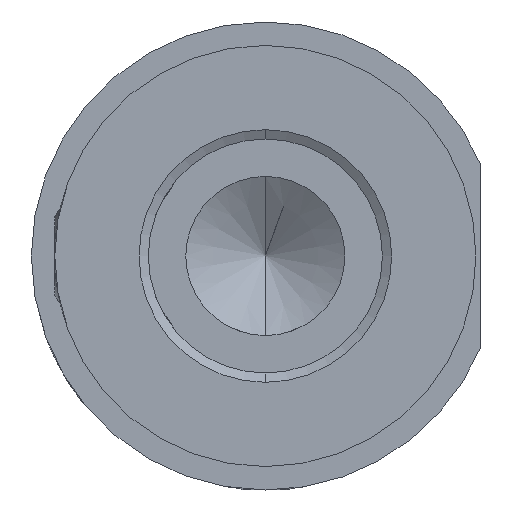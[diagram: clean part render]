
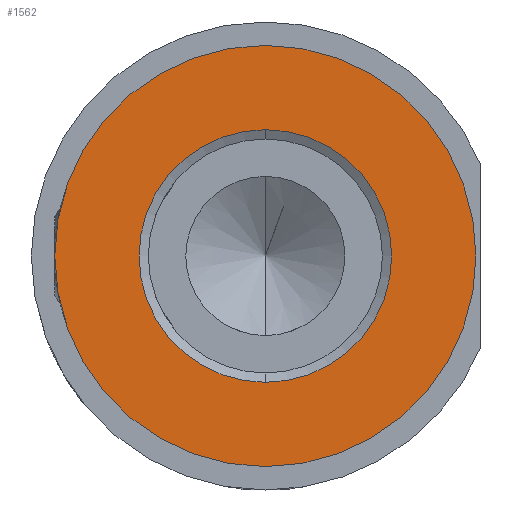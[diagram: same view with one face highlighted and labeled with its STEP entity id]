
A CAD part, left-side view. The second image highlights one B-rep face of the part: STEP entity #1562.
In plain terms, the highlighted planar face has unit normal (-1, 0, 0).
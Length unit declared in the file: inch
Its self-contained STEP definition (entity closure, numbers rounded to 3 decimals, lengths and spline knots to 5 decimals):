
#103 = DIRECTION ( 'NONE',  ( 1., 0., 0. ) ) ;
#124 = PLANE ( 'NONE',  #5468 ) ;
#613 = CIRCLE ( 'NONE', #801, 0.88583 ) ;
#657 = DIRECTION ( 'NONE',  ( -1., 0., 0. ) ) ;
#736 = VERTEX_POINT ( 'NONE', #5261 ) ;
#770 = AXIS2_PLACEMENT_3D ( 'NONE', #5510, #2478, #3318 ) ;
#801 = AXIS2_PLACEMENT_3D ( 'NONE', #5084, #657, #2031 ) ;
#1258 = CARTESIAN_POINT ( 'NONE',  ( -0.60239, 2.08466, 2.31205 ) ) ;
#1261 = FACE_BOUND ( 'NONE', #2569, .T. ) ;
#1396 = EDGE_CURVE ( 'NONE', #2372, #736, #5290, .T. ) ;
#1490 = DIRECTION ( 'NONE',  ( 0., 0., -1. ) ) ;
#1562 = ADVANCED_FACE ( 'NONE', ( #1261, #2603 ), #124, .F. ) ;
#1572 = DIRECTION ( 'NONE',  ( 0., 0., 1. ) ) ;
#1740 = EDGE_CURVE ( 'NONE', #2312, #3513, #1894, .T. ) ;
#1744 = EDGE_CURVE ( 'NONE', #3513, #2312, #613, .T. ) ;
#1894 = CIRCLE ( 'NONE', #5587, 0.88583 ) ;
#2011 = CARTESIAN_POINT ( 'NONE',  ( -0.60239, 2.08466, 3.19787 ) ) ;
#2031 = DIRECTION ( 'NONE',  ( 0., 0., 1. ) ) ;
#2097 = EDGE_LOOP ( 'NONE', ( #4781, #3398 ) ) ;
#2181 = AXIS2_PLACEMENT_3D ( 'NONE', #4723, #5699, #3031 ) ;
#2312 = VERTEX_POINT ( 'NONE', #1258 ) ;
#2372 = VERTEX_POINT ( 'NONE', #4107 ) ;
#2478 = DIRECTION ( 'NONE',  ( 1., 0., 0. ) ) ;
#2569 = EDGE_LOOP ( 'NONE', ( #3920, #3418 ) ) ;
#2603 = FACE_OUTER_BOUND ( 'NONE', #2097, .T. ) ;
#2753 = CARTESIAN_POINT ( 'NONE',  ( -0.60239, 2.08466, 4.0837 ) ) ;
#3031 = DIRECTION ( 'NONE',  ( 0., 0., -1. ) ) ;
#3318 = DIRECTION ( 'NONE',  ( 0., 0., -1. ) ) ;
#3398 = ORIENTED_EDGE ( 'NONE', *, *, #1740, .T. ) ;
#3418 = ORIENTED_EDGE ( 'NONE', *, *, #3744, .T. ) ;
#3513 = VERTEX_POINT ( 'NONE', #2753 ) ;
#3744 = EDGE_CURVE ( 'NONE', #736, #2372, #3767, .T. ) ;
#3767 = CIRCLE ( 'NONE', #2181, 0.5315 ) ;
#3920 = ORIENTED_EDGE ( 'NONE', *, *, #1396, .T. ) ;
#4107 = CARTESIAN_POINT ( 'NONE',  ( -0.60239, 2.08466, 3.72937 ) ) ;
#4723 = CARTESIAN_POINT ( 'NONE',  ( -0.60239, 2.08466, 3.19787 ) ) ;
#4781 = ORIENTED_EDGE ( 'NONE', *, *, #1744, .T. ) ;
#4999 = CARTESIAN_POINT ( 'NONE',  ( -0.60239, 2.08466, 3.19787 ) ) ;
#5084 = CARTESIAN_POINT ( 'NONE',  ( -0.60239, 2.08466, 3.19787 ) ) ;
#5102 = DIRECTION ( 'NONE',  ( -1., 0., 0. ) ) ;
#5261 = CARTESIAN_POINT ( 'NONE',  ( -0.60239, 2.08466, 2.66638 ) ) ;
#5290 = CIRCLE ( 'NONE', #770, 0.5315 ) ;
#5468 = AXIS2_PLACEMENT_3D ( 'NONE', #4999, #103, #1490 ) ;
#5510 = CARTESIAN_POINT ( 'NONE',  ( -0.60239, 2.08466, 3.19787 ) ) ;
#5587 = AXIS2_PLACEMENT_3D ( 'NONE', #2011, #5102, #1572 ) ;
#5699 = DIRECTION ( 'NONE',  ( 1., 0., 0. ) ) ;
